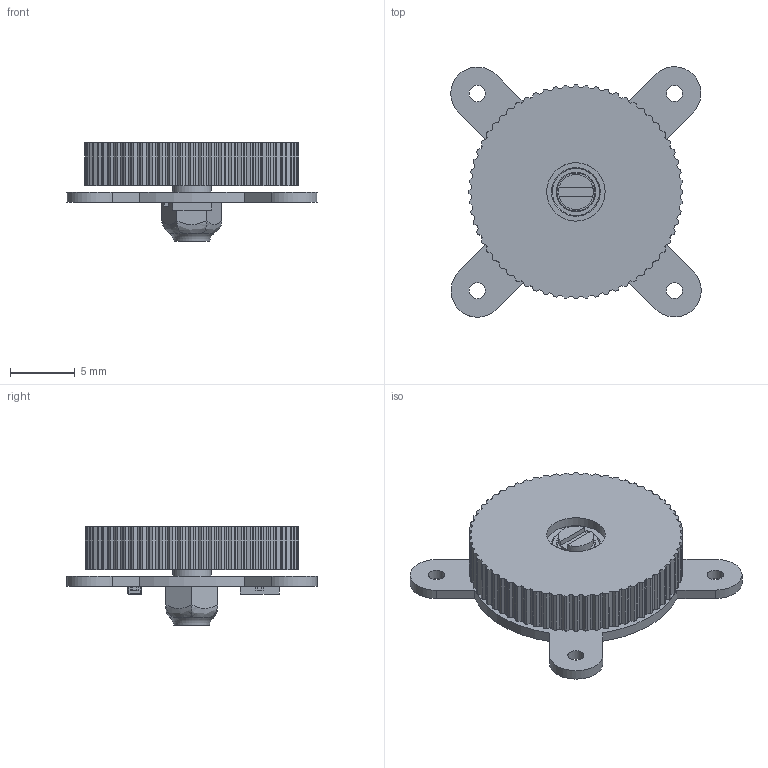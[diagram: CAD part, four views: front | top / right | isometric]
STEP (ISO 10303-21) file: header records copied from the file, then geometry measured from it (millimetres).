
FILE_DESCRIPTION(/* description */ (''),/* implementation_level */ '2;1');
FILE_NAME(/* name */ 'MotorCell.step',/* time_stamp */ '2024-08-30T12:14:42+02:00',/* author */ (''),/* organization */ (''),/* preprocessor_version */ 'ST-DEVELOPER v20',/* originating_system */ 'Autodesk Translation Framework v13.14.0.145',/* authorisation */ '');
FILE_SCHEMA (('AUTOMOTIVE_DESIGN { 1 0 10303 214 3 1 1 }'));
Length unit declared in the file: millimetre
Products named in the file (37): MotorCell; IronBackPlate_NickelPlatting; Washer_StainlessSteel; LockNut; N52_ArcMagnets; Rotor_Aluminium; PCB; Board; Open CASCADE STEP translator 7.5 1.1.1; R1; 6422297808; Extruded; 6422297648; Extruded_1; 6422297488; Extruded_2; D1; Diode_Littelfuse_Inc_SP3031-01ETG_eec; 1; 2; Littelfuse Adjastable; C3; C2; Cap_Murata_GRM0335C1HR30BA01D_eec; terminals; body; logo; C1; 6422297328; Extruded_3; 6422297088; Extruded_4; U1; 6422297968; Extruded_5; Shaft_StainlessSteel; GEBK5S
Assembly tree (41 placements, depth 5):
  MotorCell
    IronBackPlate_NickelPlatting
    Washer_StainlessSteel
    LockNut
    N52_ArcMagnets  x4
    Rotor_Aluminium
    PCB
      Board
        Open CASCADE STEP translator 7.5 1.1.1
      R1
        6422297808
          Extruded
        6422297648
          Extruded_1
        6422297488
          Extruded_2
      D1
        Diode_Littelfuse_Inc_SP3031-01ETG_eec
          1
          2
          Littelfuse Adjastable
      C3
        Cap_Murata_GRM0335C1HR30BA01D_eec
          terminals
          body
          logo
      C2
        Cap_Murata_GRM0335C1HR30BA01D_eec
          terminals
          body
          logo
      C1
        6422297328  x2
          Extruded_3
        6422297088
          Extruded_4
      U1
        6422297968
          Extruded_5
    Shaft_StainlessSteel
    GEBK5S
Bounding box: 19.31 x 19.32 x 7.6 mm (x, y, z)
Volume: 914.7 mm3; surface area: 2409 mm2
Topology: 44 solids, 44 shells, 1168 faces, 3119 edges, 2057 vertices
Faces by surface type: plane 607, cylinder 321, bspline 209, sphere 24, cone 6, torus 1
Full cylindrical faces by diameter (mm): 1.25 x4, 1.623 x1, 1.933 x1, 1.96 x1, 2 x1, 2.1 x1, 2.7 x1, 3 x1, 3.057 x2, 4.51 x1, 4.95 x1, 5 x1, 6.4 x1, 6.5 x1, 14.5 x1, 14.6 x1
Entity records: 30818 total; most frequent: CARTESIAN_POINT 7341, ORIENTED_EDGE 4846, DIRECTION 4472, EDGE_CURVE 2423, LINE 1626, VECTOR 1626, VERTEX_POINT 1601, AXIS2_PLACEMENT_3D 1423
